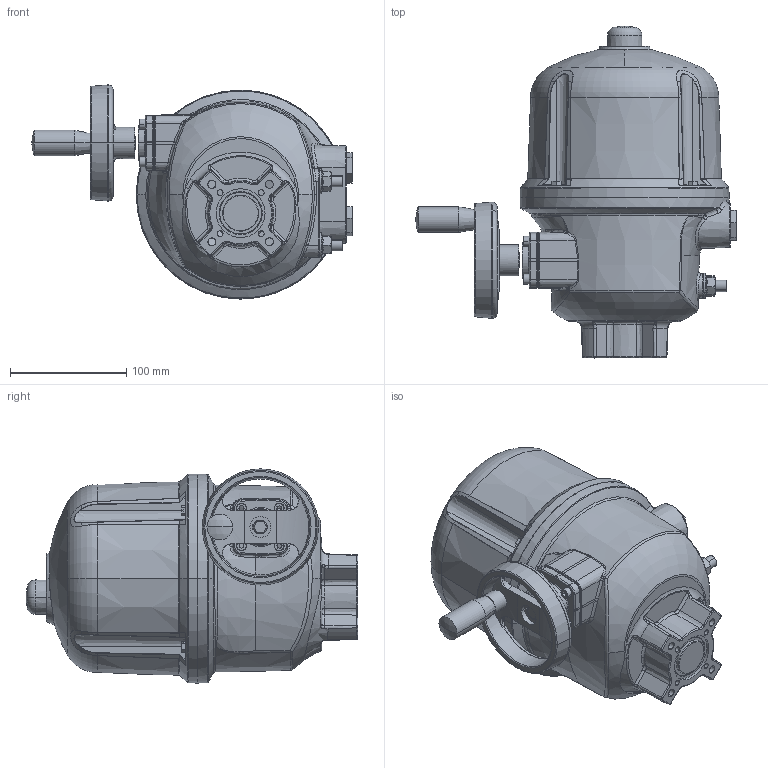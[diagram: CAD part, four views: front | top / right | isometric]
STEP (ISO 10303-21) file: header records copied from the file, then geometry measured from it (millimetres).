
FILE_DESCRIPTION (( 'STEP AP214' ), '1' );
FILE_NAME ('QT10.STEP', '2017-01-26T09:07:30', ( '' ), ( '' ), 'SwSTEP 2.0', 'SolidWorks 2014', '' );
FILE_SCHEMA (( 'AUTOMOTIVE_DESIGN' ));
Length unit declared in the file: millimetre
Products named in the file (1): QT10
Bounding box: 275.81 x 285.8 x 184.42 mm (x, y, z)
Surface area: 206112.1 mm2 (no closed solid volume)
Topology: 0 solids, 23 shells, 791 faces, 2265 edges, 1450 vertices
Faces by surface type: bspline 253, plane 175, cylinder 140, torus 134, cone 83, sphere 6
Entity records: 46976 total; most frequent: CARTESIAN_POINT 19844, ORIENTED_EDGE 3979, DIRECTION 3421, EDGE_CURVE 2254, VERTEX_POINT 1450, AXIS2_PLACEMENT_3D 1403, CIRCLE 864, EDGE_LOOP 846
